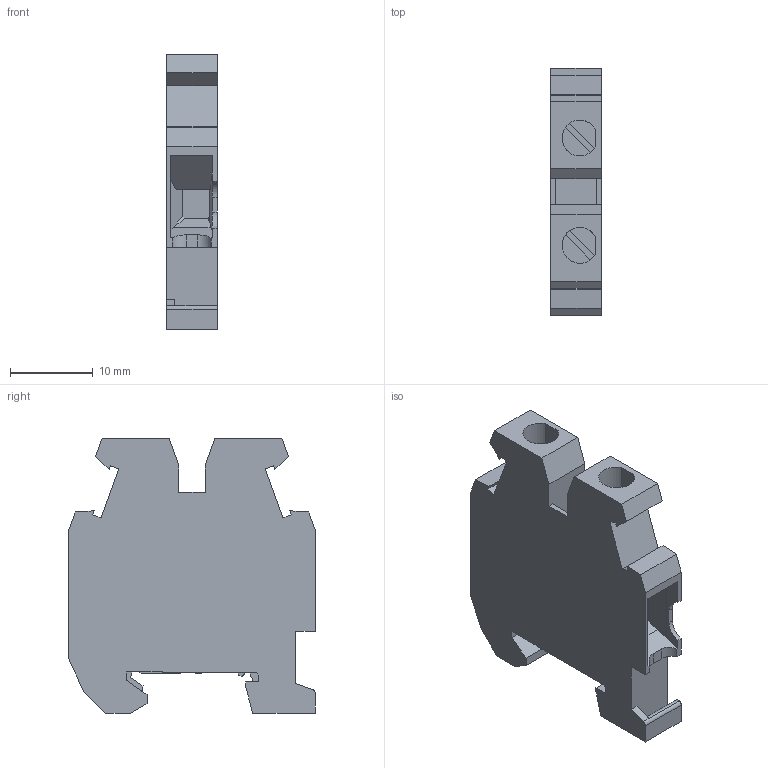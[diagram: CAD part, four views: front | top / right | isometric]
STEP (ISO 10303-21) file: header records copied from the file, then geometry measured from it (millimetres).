
FILE_DESCRIPTION(('Creo Elements/Direct Modeling STEP Export'),'2;1');
FILE_NAME('model.stp','2019-04-12T 9:53:01',(''),(''),'Creo Elements/Direct Modeling STEP processor for AP214 (Solid Model)','Creo Elements/Direct Modeling 20.1A 29-Sep-2018 (C) Parametric Technology GmbH','');
FILE_SCHEMA(('AUTOMOTIVE_DESIGN { 1 0 10303 214 1 1 1 1 }'));
Length unit declared in the file: millimetre
Products named in the file (2): MUT_4-PE-select
Assembly tree (1 placements, depth 2):
  MUT_4-PE-select
    MUT_4-PE-select
Bounding box: 6.15 x 29.9 x 33.25 mm (x, y, z)
Volume: 4017.3 mm3; surface area: 3264.7 mm2
Topology: 1 solids, 1 shells, 146 faces, 419 edges, 279 vertices
Faces by surface type: plane 132, cylinder 13, extrusion 1
Entity records: 5848 total; most frequent: CARTESIAN_POINT 864, ORIENTED_EDGE 838, DIRECTION 706, EDGE_CURVE 419, VECTOR 376, LINE 375, VERTEX_POINT 279, AXIS2_PLACEMENT_3D 165
